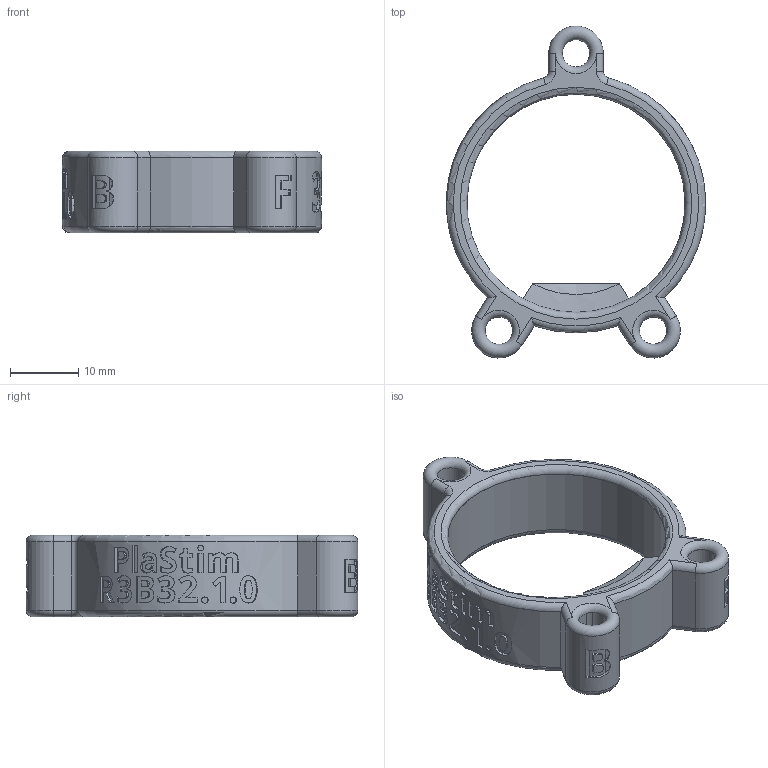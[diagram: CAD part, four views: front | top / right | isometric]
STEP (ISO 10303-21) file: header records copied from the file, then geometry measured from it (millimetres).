
FILE_DESCRIPTION(/* description */ ('STEP AP242 Edition 2','CAx-IF Rec.Pracs.---Representation and Presentation of Product Manufacturing Information (PMI)---4.0---2014-10-13','CAx-IF Rec.Pracs.---3D Tessellated Geometry---0.4---2014-09-14','2;1','CAx-IF Rec.Pracs.---User Defined Attributes---1.5---2016-08-15'),/* implementation_level */ '2;1');
FILE_NAME(/* name */ '696c09383b98dab4ae4d052c',/* time_stamp */ '2026-01-17T22:12:09Z',/* author */ (''),/* organization */ (''),/* preprocessor_version */ 'ST-DEVELOPER v20',/* originating_system */ 'ONSHAPE BY PTC INC, 1.209',/* authorisation */ ' ');
FILE_SCHEMA (('AP242_MANAGED_MODEL_BASED_3D_ENGINEERING_MIM_LF { 1 0 10303 442 3 1 4 }'));
Length unit declared in the file: metre
Products named in the file (3): Frenulum; Conductor; Insulator
Bounding box: 38 x 48.68 x 12 mm (x, y, z)
Volume: 5431.9 mm3; surface area: 8821.3 mm2
Topology: 3 solids, 3 shells, 587 faces, 1618 edges, 1061 vertices
Faces by surface type: bspline 227, plane 214, cylinder 128, torus 18
Full cylindrical faces by diameter (mm): 4 x2
Entity records: 20130 total; most frequent: CARTESIAN_POINT 6658, ORIENTED_EDGE 3204, DIRECTION 2082, EDGE_CURVE 1602, VERTEX_POINT 1055, LINE 712, VECTOR 712, AXIS2_PLACEMENT_3D 685
